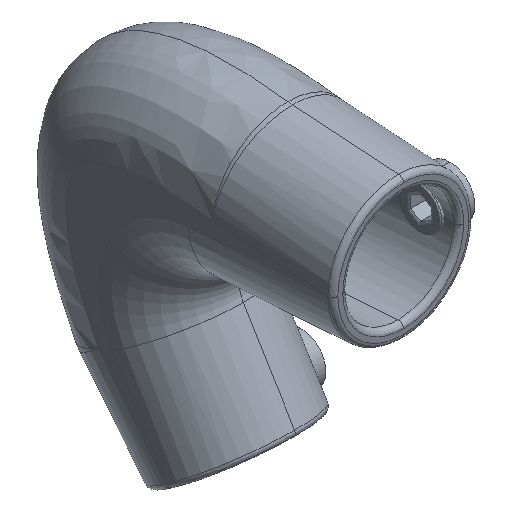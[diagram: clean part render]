
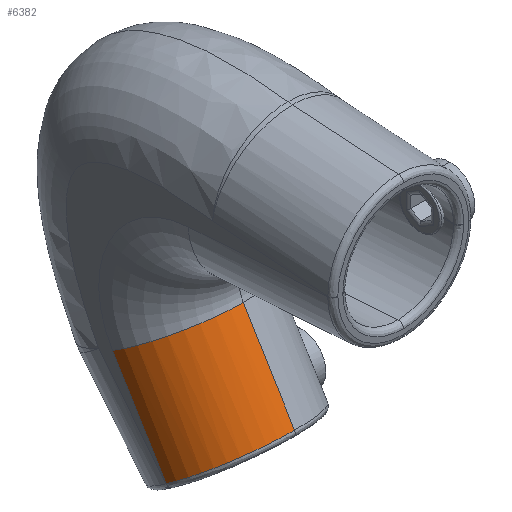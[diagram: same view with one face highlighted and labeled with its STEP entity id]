
A CAD part, isometric view. The second image highlights one B-rep face of the part: STEP entity #6382.
In plain terms, the highlighted cylindrical face has radius 28 mm (diameter 56 mm), a partial arc.
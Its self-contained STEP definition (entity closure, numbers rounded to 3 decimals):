
#4 = EDGE_CURVE ( 'NONE', #3446, #6181, #3557, .T. ) ;
#267 = LINE ( 'NONE', #4689, #318 ) ;
#318 = VECTOR ( 'NONE', #6344, 1000. ) ;
#833 = CARTESIAN_POINT ( 'NONE',  ( 28., 87.594, -61.372 ) ) ;
#1384 = DIRECTION ( 'NONE',  ( 0., -0.518, -0.855 ) ) ;
#1413 = AXIS2_PLACEMENT_3D ( 'NONE', #833, #1384, #5865 ) ;
#1556 = VECTOR ( 'NONE', #1702, 1000. ) ;
#1560 = CARTESIAN_POINT ( 'NONE',  ( 0., 66.26, -96.619 ) ) ;
#1563 = LINE ( 'NONE', #6740, #1556 ) ;
#1672 = EDGE_CURVE ( 'NONE', #6713, #4260, #1919, .T. ) ;
#1702 = DIRECTION ( 'NONE',  ( 0., 0.518, 0.855 ) ) ;
#1919 = CIRCLE ( 'NONE', #4562, 28. ) ;
#1973 = FACE_OUTER_BOUND ( 'NONE', #2983, .T. ) ;
#1993 = CARTESIAN_POINT ( 'NONE',  ( 28., 63.641, -46.873 ) ) ;
#2983 = EDGE_LOOP ( 'NONE', ( #4647, #5089, #5249, #3108 ) ) ;
#3011 = CARTESIAN_POINT ( 'NONE',  ( 28., 87.594, -61.372 ) ) ;
#3108 = ORIENTED_EDGE ( 'NONE', *, *, #1672, .T. ) ;
#3446 = VERTEX_POINT ( 'NONE', #1560 ) ;
#3553 = EDGE_CURVE ( 'NONE', #6713, #6181, #267, .T. ) ;
#3557 =( BOUNDED_CURVE ( )  B_SPLINE_CURVE ( 3, ( #4972, #5531, #5001, #4737 ),
 .UNSPECIFIED., .F., .F. ) 
 B_SPLINE_CURVE_WITH_KNOTS ( ( 4, 4 ),
 ( 1.571, 3.142 ),
 .UNSPECIFIED. ) 
 CURVE ( )  GEOMETRIC_REPRESENTATION_ITEM ( )  RATIONAL_B_SPLINE_CURVE ( ( 1., 0.805, 0.805, 1. ) ) 
 REPRESENTATION_ITEM ( '' )  );
#3605 = DIRECTION ( 'NONE',  ( 0., 0.855, -0.518 ) ) ;
#4260 = VERTEX_POINT ( 'NONE', #6746 ) ;
#4562 = AXIS2_PLACEMENT_3D ( 'NONE', #3011, #6894, #3605 ) ;
#4571 = EDGE_CURVE ( 'NONE', #3446, #4260, #1563, .T. ) ;
#4647 = ORIENTED_EDGE ( 'NONE', *, *, #4571, .F. ) ;
#4689 = CARTESIAN_POINT ( 'NONE',  ( 28., 63.641, -46.873 ) ) ;
#4737 = CARTESIAN_POINT ( 'NONE',  ( 28., 43.203, -80.637 ) ) ;
#4972 = CARTESIAN_POINT ( 'NONE',  ( 0., 66.26, -96.619 ) ) ;
#5001 = CARTESIAN_POINT ( 'NONE',  ( 11.598, 43.203, -80.637 ) ) ;
#5089 = ORIENTED_EDGE ( 'NONE', *, *, #4, .T. ) ;
#5249 = ORIENTED_EDGE ( 'NONE', *, *, #3553, .F. ) ;
#5276 = CARTESIAN_POINT ( 'NONE',  ( 28., 43.203, -80.637 ) ) ;
#5336 = CYLINDRICAL_SURFACE ( 'NONE', #1413, 28. ) ;
#5531 = CARTESIAN_POINT ( 'NONE',  ( 0., 52.754, -87.257 ) ) ;
#5865 = DIRECTION ( 'NONE',  ( 0., 0.855, -0.518 ) ) ;
#6181 = VERTEX_POINT ( 'NONE', #5276 ) ;
#6344 = DIRECTION ( 'NONE',  ( 0., -0.518, -0.855 ) ) ;
#6382 = ADVANCED_FACE ( 'NONE', ( #1973 ), #5336, .T. ) ;
#6713 = VERTEX_POINT ( 'NONE', #1993 ) ;
#6740 = CARTESIAN_POINT ( 'NONE',  ( 0., 87.594, -61.372 ) ) ;
#6746 = CARTESIAN_POINT ( 'NONE',  ( 0., 87.594, -61.372 ) ) ;
#6894 = DIRECTION ( 'NONE',  ( 0., -0.518, -0.855 ) ) ;
